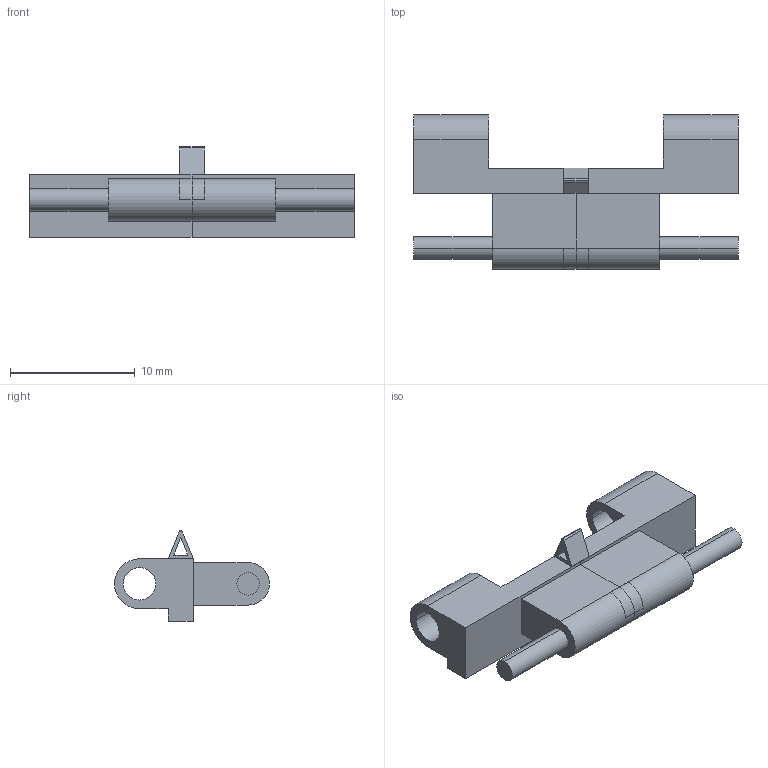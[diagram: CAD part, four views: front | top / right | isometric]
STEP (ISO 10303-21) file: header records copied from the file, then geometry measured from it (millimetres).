
FILE_DESCRIPTION(('TFLEX Exchange Step'),'2;1');
FILE_NAME(' звено .stp', '2022-03-31T12:16:31+03:00',('ilya'),('Unknown organisation'),'TFLEX Exchange 2022.0','T-FLEX CAD','Unknown authorisation');
FILE_SCHEMA( ('AUTOMOTIVE_DESIGN { 1 0 10303 214 1 1 1 1 }') );
Length unit declared in the file: millimetre
Products named in the file (1): Nodes
Bounding box: 26 x 12.4 x 7.25 mm (x, y, z)
Volume: 680.5 mm3; surface area: 955.9 mm2
Topology: 4 solids, 4 shells, 50 faces, 120 edges, 80 vertices
Faces by surface type: plane 35, cylinder 15
Entity records: 1487 total; most frequent: DIRECTION 252, CARTESIAN_POINT 251, ORIENTED_EDGE 240, EDGE_CURVE 120, VECTOR 90, LINE 90, AXIS2_PLACEMENT_3D 81, VERTEX_POINT 80
